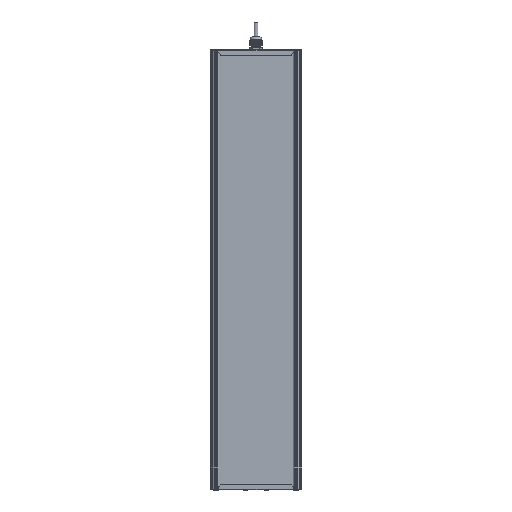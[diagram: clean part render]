
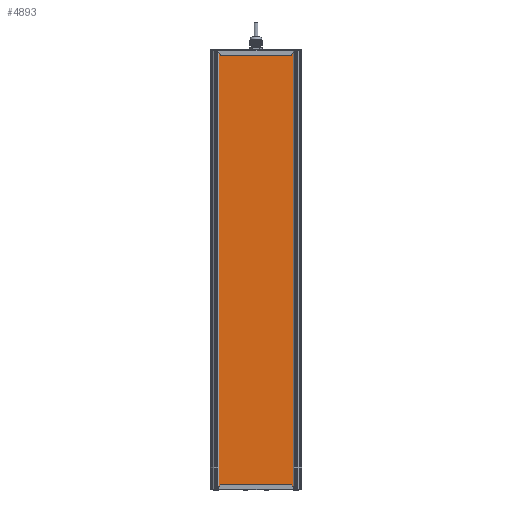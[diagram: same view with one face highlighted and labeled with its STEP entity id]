
A CAD part, front view. The second image highlights one B-rep face of the part: STEP entity #4893.
In plain terms, the highlighted face is planar.
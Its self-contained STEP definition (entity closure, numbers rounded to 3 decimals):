
#4893=ADVANCED_FACE('',(#15788),#15790,.T.);
#15788=FACE_BOUND('',#15789,.T.);
#15789=EDGE_LOOP('',(#46544,#46545,#46546,#46547));
#15790=PLANE('',#15791);
#15791=AXIS2_PLACEMENT_3D('',#15792,#15793,#15794);
#15792=CARTESIAN_POINT('',(2111.497,401.002,-34.582));
#15793=DIRECTION('',(0.,0.,-1.));
#15794=DIRECTION('',(0.,1.,0.));
#46544=ORIENTED_EDGE('',*,*,#55430,.F.);
#46545=ORIENTED_EDGE('',*,*,#55429,.T.);
#46546=ORIENTED_EDGE('',*,*,#55431,.F.);
#46547=ORIENTED_EDGE('',*,*,#55432,.F.);
#55429=EDGE_CURVE('',#62165,#62169,#62171,.T.);
#55430=EDGE_CURVE('',#62165,#62172,#62173,.T.);
#55431=EDGE_CURVE('',#62174,#62169,#62175,.T.);
#55432=EDGE_CURVE('',#62172,#62174,#62176,.T.);
#62165=VERTEX_POINT('',#82795);
#62169=VERTEX_POINT('',#82803);
#62171=LINE('',#82807,#82808);
#62172=VERTEX_POINT('',#82810);
#62173=LINE('',#82811,#82812);
#62174=VERTEX_POINT('',#82814);
#62175=LINE('',#82815,#82816);
#62176=LINE('',#82818,#82819);
#82795=CARTESIAN_POINT('',(2111.497,565.13,-34.582));
#82803=CARTESIAN_POINT('',(3007.497,565.13,-34.582));
#82807=CARTESIAN_POINT('',(2111.497,565.13,-34.582));
#82808=VECTOR('',#82809,1.);
#82809=DIRECTION('',(1.,0.,0.));
#82810=CARTESIAN_POINT('',(2111.497,401.002,-34.582));
#82811=CARTESIAN_POINT('',(2111.497,565.13,-34.582));
#82812=VECTOR('',#82813,1.);
#82813=DIRECTION('',(0.,-1.,0.));
#82814=CARTESIAN_POINT('',(3007.497,401.002,-34.582));
#82815=CARTESIAN_POINT('',(3007.497,401.002,-34.582));
#82816=VECTOR('',#82817,1.);
#82817=DIRECTION('',(0.,1.,0.));
#82818=CARTESIAN_POINT('',(2111.497,401.002,-34.582));
#82819=VECTOR('',#82820,1.);
#82820=DIRECTION('',(1.,0.,0.));
